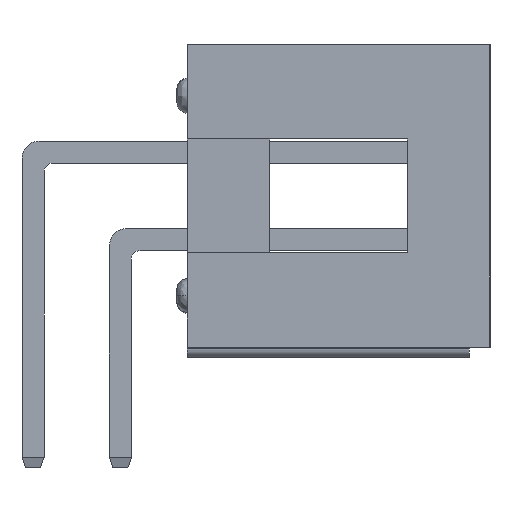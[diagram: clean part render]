
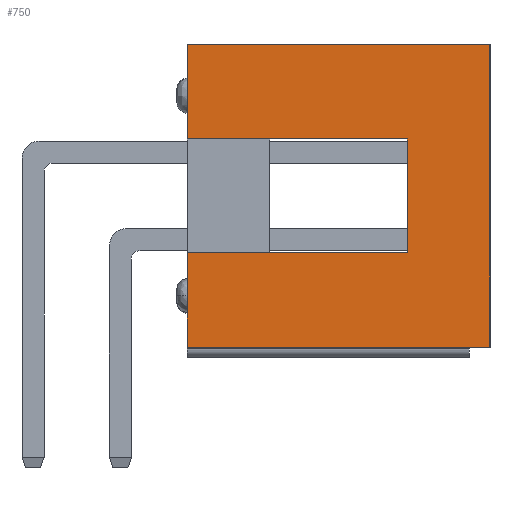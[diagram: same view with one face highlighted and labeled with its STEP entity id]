
A CAD part, left-side view. The second image highlights one B-rep face of the part: STEP entity #750.
In plain terms, the highlighted planar face has unit normal (-1, 0, 0).
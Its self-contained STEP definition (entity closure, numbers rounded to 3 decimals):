
#750=ADVANCED_FACE('NONE',(#2174),#2175,.T.);
#2174=FACE_OUTER_BOUND('',#4239,.T.);
#2175=PLANE('',#4240);
#4239=EDGE_LOOP('',(#8781,#8782,#8783,#8784,#8785,#8786,#8787,#8788));
#4240=AXIS2_PLACEMENT_3D('',#8789,#8790,#8791);
#8781=ORIENTED_EDGE('',*,*,#13640,.F.);
#8782=ORIENTED_EDGE('',*,*,#13820,.T.);
#8783=ORIENTED_EDGE('',*,*,#13821,.T.);
#8784=ORIENTED_EDGE('',*,*,#13663,.F.);
#8785=ORIENTED_EDGE('',*,*,#13822,.T.);
#8786=ORIENTED_EDGE('',*,*,#13823,.T.);
#8787=ORIENTED_EDGE('',*,*,#13824,.T.);
#8788=ORIENTED_EDGE('',*,*,#13659,.F.);
#8789=CARTESIAN_POINT('',(-203.281,50.574,10.49));
#8790=DIRECTION('',(-1.0,0.,0.));
#8791=DIRECTION('',(0.,0.0,1.0));
#13640=EDGE_CURVE('NONE',#16458,#16460,#16461,.T.);
#13659=EDGE_CURVE('NONE',#16460,#16490,#16491,.T.);
#13663=EDGE_CURVE('NONE',#16496,#16498,#16499,.T.);
#13820=EDGE_CURVE('NONE',#16458,#16799,#16800,.T.);
#13821=EDGE_CURVE('NONE',#16799,#16498,#16801,.T.);
#13822=EDGE_CURVE('NONE',#16496,#16802,#16803,.T.);
#13823=EDGE_CURVE('NONE',#16802,#16804,#16805,.T.);
#13824=EDGE_CURVE('NONE',#16804,#16490,#16806,.T.);
#16458=VERTEX_POINT('NONE',#20908);
#16460=VERTEX_POINT('NONE',#20911);
#16461=LINE('',#20912,#20913);
#16490=VERTEX_POINT('NONE',#20957);
#16491=LINE('',#20958,#20959);
#16496=VERTEX_POINT('NONE',#20966);
#16498=VERTEX_POINT('NONE',#20969);
#16499=LINE('',#20970,#20971);
#16799=VERTEX_POINT('NONE',#21419);
#16800=LINE('',#21420,#21421);
#16801=LINE('',#21422,#21423);
#16802=VERTEX_POINT('NONE',#21424);
#16803=LINE('',#21425,#21426);
#16804=VERTEX_POINT('NONE',#21427);
#16805=LINE('',#21428,#21429);
#16806=LINE('',#21430,#21431);
#20908=CARTESIAN_POINT('',(-203.281,41.774,10.5));
#20911=CARTESIAN_POINT('',(-203.281,50.574,10.5));
#20912=CARTESIAN_POINT('',(-203.281,50.574,10.5));
#20913=VECTOR('',#25356,1000.0);
#20957=CARTESIAN_POINT('',(-203.281,50.574,13.25));
#20958=CARTESIAN_POINT('',(-203.281,50.574,14.89));
#20959=VECTOR('',#25381,1000.0);
#20966=CARTESIAN_POINT('',(-203.281,50.574,16.55));
#20969=CARTESIAN_POINT('',(-203.281,50.574,19.3));
#20970=CARTESIAN_POINT('',(-203.281,50.574,14.89));
#20971=VECTOR('',#25385,1000.0);
#21419=CARTESIAN_POINT('',(-203.281,41.774,19.3));
#21420=CARTESIAN_POINT('',(-203.281,41.774,10.49));
#21421=VECTOR('',#25558,1000.0);
#21422=CARTESIAN_POINT('',(-203.281,50.574,19.3));
#21423=VECTOR('',#25559,1000.0);
#21424=CARTESIAN_POINT('',(-203.281,44.174,16.55));
#21425=CARTESIAN_POINT('',(-203.281,50.574,16.55));
#21426=VECTOR('',#25560,1000.0);
#21427=CARTESIAN_POINT('',(-203.281,44.174,13.25));
#21428=CARTESIAN_POINT('',(-203.281,44.174,10.49));
#21429=VECTOR('',#25561,1000.0);
#21430=CARTESIAN_POINT('',(-203.281,50.574,13.25));
#21431=VECTOR('',#25562,1000.0);
#25356=DIRECTION('',(0.0,1.0,0.));
#25381=DIRECTION('',(0.0,0.,1.0));
#25385=DIRECTION('',(0.0,0.,1.0));
#25558=DIRECTION('',(0.,0.0,1.0));
#25559=DIRECTION('',(0.,1.0,0.));
#25560=DIRECTION('',(0.,-1.0,0.));
#25561=DIRECTION('',(0.,-0.0,-1.0));
#25562=DIRECTION('',(0.,1.0,0.));
